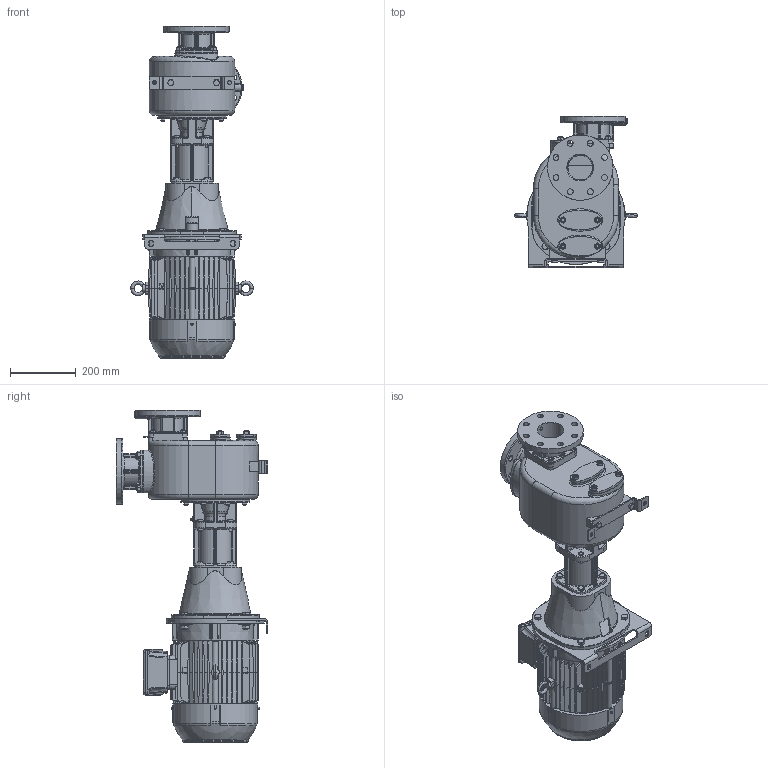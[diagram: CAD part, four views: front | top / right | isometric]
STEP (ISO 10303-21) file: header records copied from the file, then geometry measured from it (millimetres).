
FILE_DESCRIPTION((''),'2;1');
FILE_NAME('S_80_BBT52_F_SW0001','2016-06-17T',('Nicola'),(''),'CREO PARAMETRIC BY PTC INC, 2015290','CREO PARAMETRIC BY PTC INC, 2015290','');
FILE_SCHEMA(('CONFIG_CONTROL_DESIGN'));
Products named in the file (1): S_80_BBT52_F_SW0001
Bounding box: 373.96 x 462 x 1013.2 mm (x, y, z)
Volume: 37766396 mm3; surface area: 2040226.7 mm2
Topology: 2 solids, 3 shells, 4634 faces, 11040 edges, 6875 vertices
Faces by surface type: plane 2614, cylinder 823, cone 741, bspline 216, torus 205, sphere 29, extrusion 6
Entity records: 179839 total; most frequent: CARTESIAN_POINT 75354, ORIENTED_EDGE 22052, DIRECTION 20603, EDGE_CURVE 11026, AXIS2_PLACEMENT_3D 7288, VERTEX_POINT 6875, VECTOR 6027, LINE 6021
